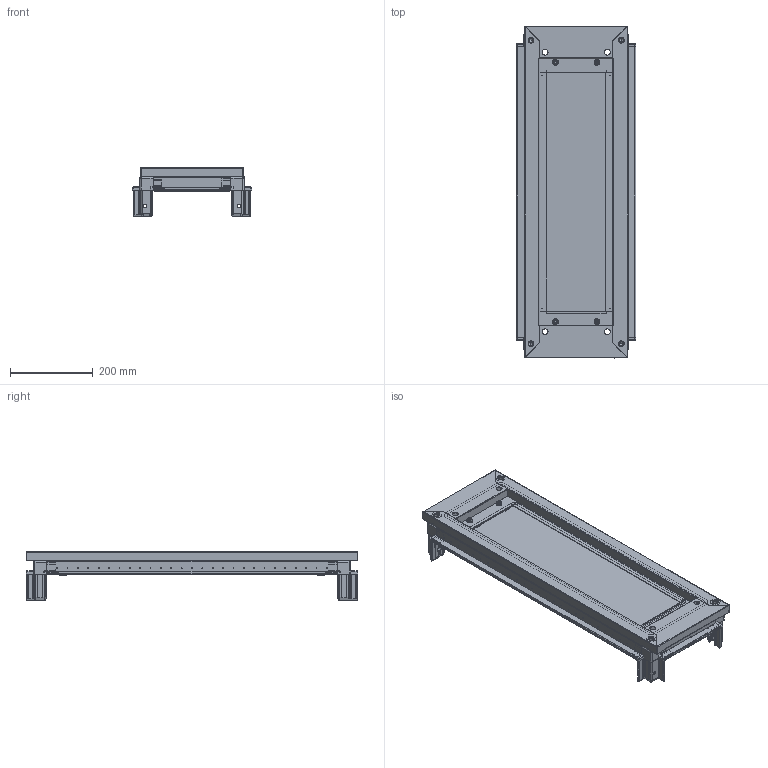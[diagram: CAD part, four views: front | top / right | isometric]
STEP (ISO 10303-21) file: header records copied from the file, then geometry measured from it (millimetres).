
FILE_DESCRIPTION (( 'STEP AP203' ), '1' );
FILE_NAME ('R5FUC83.step', '2011-03-03T12:05:50', ( 'User' ), ( 'DKC' ), 'SwSTEP 2.0', 'SolidWorks 2010', '' );
FILE_SCHEMA (( 'CONFIG_CONTROL_DESIGN' ));
Length unit declared in the file: millimetre
Products named in the file (15): R5FUC83; Lamiera trasversale per fondo da_800; Lamiera laterale per fondo da_300; sealant for base_800x300; Traversa laterale per quadro prof. 300_QB01C036; Traversa frontale per quadro largh._800; AC00C469S_Default; AC00C469D_Default; Traversa inferiore tenuta fondo_300; Capscrew with recessed hexahedron M6 x 10_ISO 4762 M6 x 10 --- 10S; Flange nut M6_ISO 7044-M6-S; Acc00c561_Default; Solid base + sealing_800x300; Solid base_800x300; sealant for bottom_800x300
Assembly tree (30 placements, depth 3):
  R5FUC83
    Acc00c561_Default  x4
    AC00C469S_Default  x2
    Traversa frontale per quadro largh._800  x2
    Capscrew with recessed hexahedron M6 x 10_ISO 4762 M6 x 10 --- 10S  x4
    Traversa laterale per quadro prof. 300_QB01C036  x2
    Flange nut M6_ISO 7044-M6-S  x4
    Solid base + sealing_800x300
      sealant for bottom_800x300
      Solid base_800x300
    Lamiera trasversale per fondo da_800  x2
    Lamiera laterale per fondo da_300  x2
    sealant for base_800x300
    Traversa inferiore tenuta fondo_300  x2
    AC00C469D_Default  x2
Bounding box: 287.5 x 800.5 x 116.25 mm (x, y, z)
Volume: 1472242.9 mm3; surface area: 1537433.7 mm2
Topology: 29 solids, 29 shells, 3800 faces, 10098 edges, 6352 vertices
Faces by surface type: plane 2124, cylinder 1068, cone 436, torus 100, sphere 40, bspline 32
Entity records: 57974 total; most frequent: CARTESIAN_POINT 10932, DIRECTION 9402, ORIENTED_EDGE 9362, EDGE_CURVE 4681, LINE 3276, VECTOR 3276, AXIS2_PLACEMENT_3D 3063, VERTEX_POINT 2963
